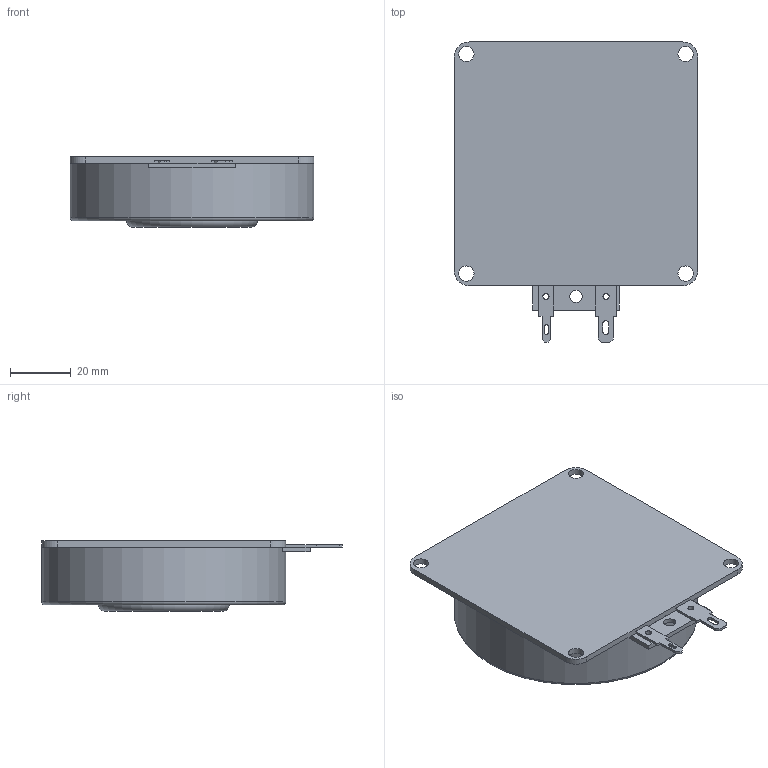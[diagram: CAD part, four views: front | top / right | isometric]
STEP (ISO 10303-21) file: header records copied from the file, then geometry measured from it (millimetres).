
FILE_DESCRIPTION (( 'STEP AP203' ), '1' );
FILE_NAME ('EX 80 S.STEP', '2026-01-20T11:21:55', ( '' ), ( '' ), 'SwSTEP 2.0', 'SolidWorks 2024', '' );
FILE_SCHEMA (( 'CONFIG_CONTROL_DESIGN' ));
Length unit declared in the file: millimetre
Products named in the file (1): EX 80 S
Bounding box: 80 x 98.5 x 23 mm (x, y, z)
Volume: 111330.1 mm3; surface area: 19045.9 mm2
Topology: 2 solids, 2 shells, 63 faces, 164 edges, 106 vertices
Faces by surface type: plane 45, cylinder 16, torus 2
Full cylindrical faces by diameter (mm): 2 x2, 4 x1, 5 x4, 80 x1
Entity records: 1975 total; most frequent: CARTESIAN_POINT 324, DIRECTION 320, ORIENTED_EDGE 308, EDGE_CURVE 154, LINE 116, VECTOR 116, VERTEX_POINT 106, AXIS2_PLACEMENT_3D 102
